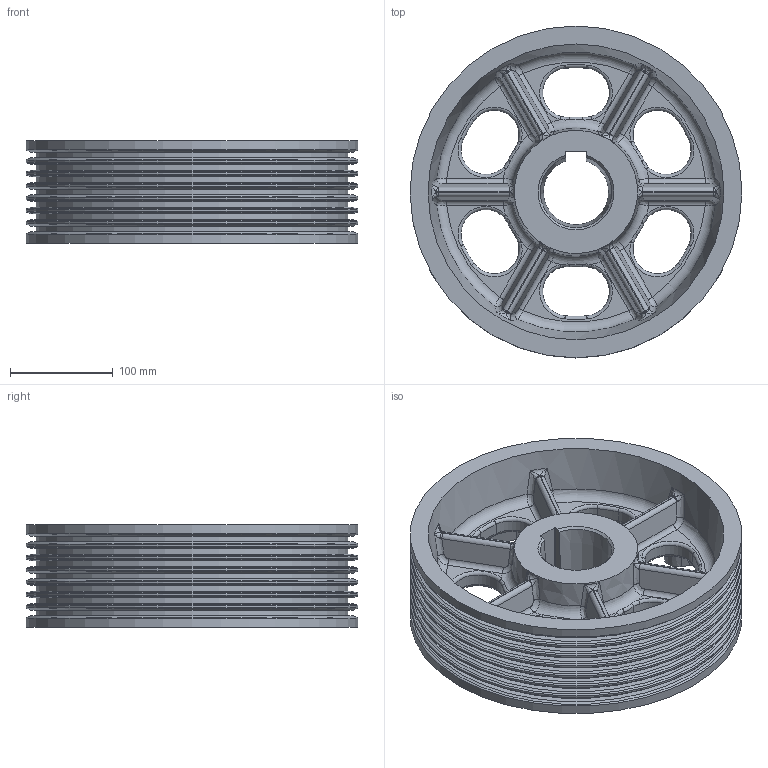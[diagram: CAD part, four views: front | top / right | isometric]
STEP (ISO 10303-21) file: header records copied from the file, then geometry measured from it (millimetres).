
FILE_DESCRIPTION (( 'STEP AP203' ), '1' );
FILE_NAME ('kvsh7.STEP', '2022-11-01T12:41:05', ( '' ), ( '' ), '', '', '' );
FILE_SCHEMA (( 'CONFIG_CONTROL_DESIGN' ));
Length unit declared in the file: millimetre
Products named in the file (1): kvsh7
Bounding box: 323 x 323 x 100 mm (x, y, z)
Volume: 2874116.4 mm3; surface area: 470934.8 mm2
Topology: 1 solids, 1 shells, 434 faces, 1032 edges, 581 vertices
Faces by surface type: bspline 144, torus 113, cylinder 85, plane 58, cone 34
Full cylindrical faces by diameter (mm): 10.25 x8, 303 x7, 323 x8
Entity records: 18495 total; most frequent: CARTESIAN_POINT 9777, ORIENTED_EDGE 1852, DIRECTION 1692, EDGE_CURVE 926, AXIS2_PLACEMENT_3D 781, VERTEX_POINT 570, EDGE_LOOP 524, CIRCLE 490
